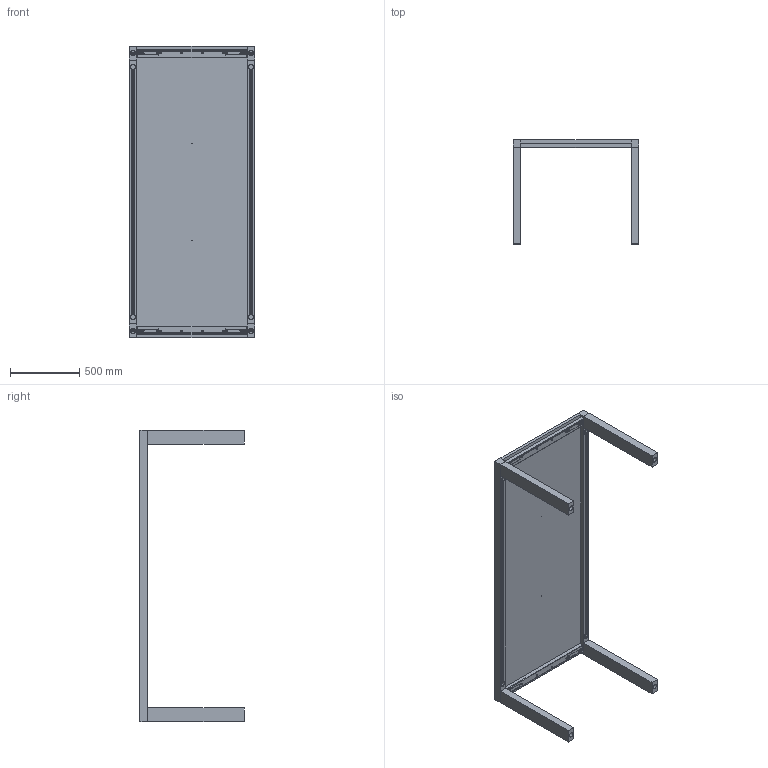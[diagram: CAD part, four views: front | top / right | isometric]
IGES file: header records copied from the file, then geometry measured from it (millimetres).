
Start section: SolidWorks IGES file using analytic representation for surfaces
Global section: file name: 101HArco-Essenza-rectangular_1-210x90x75-Willem_van_Ast-3Dfile.IGS; native system: SolidWorks 2019; preprocessor: SolidWorks 2019; author: jellisg; date: 210621.112546; units: millimetre
Bounding box: 904 x 752 x 2100 mm (x, y, z)
Surface area: 5535735.2 mm2 (no closed solid volume)
Topology: 0 solids, 0 shells, 164 faces, 3624 edges, 3624 vertices
Faces by surface type: bspline 100, revolution 64
